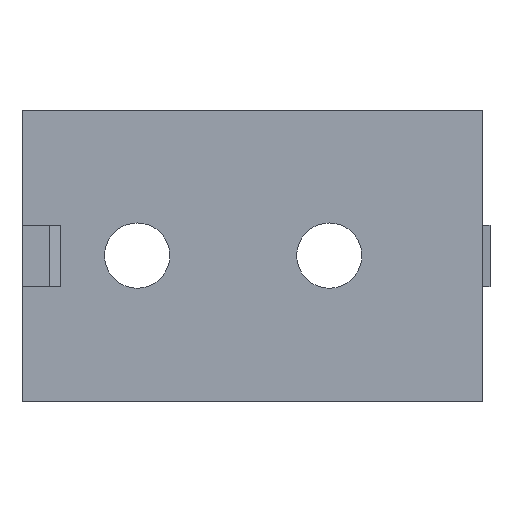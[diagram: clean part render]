
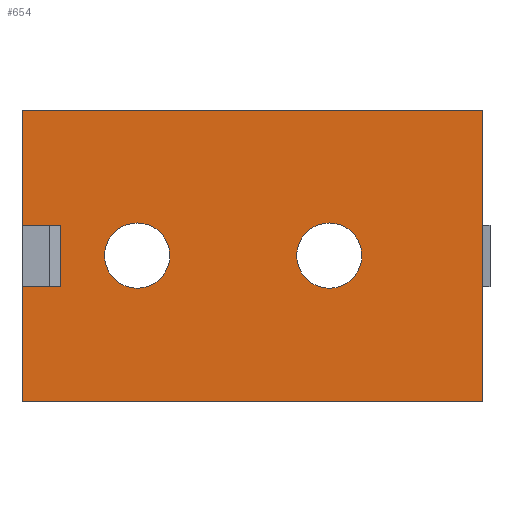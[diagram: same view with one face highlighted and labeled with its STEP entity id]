
A CAD part, left-side view. The second image highlights one B-rep face of the part: STEP entity #654.
In plain terms, the highlighted planar face has unit normal (-1, 0, 0).
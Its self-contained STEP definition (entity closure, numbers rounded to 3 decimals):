
#384=CARTESIAN_POINT('',(0.0,60.,4.));
#385=VERTEX_POINT('',#384);
#392=CARTESIAN_POINT('',(0.0,60.,19.));
#393=VERTEX_POINT('',#392);
#394=CARTESIAN_POINT('',(0.0,60.,19.));
#395=DIRECTION('',(0.0,0.0,-1.0));
#396=VECTOR('',#395,15.0);
#397=LINE('',#394,#396);
#398=EDGE_CURVE('',#393,#385,#397,.T.);
#407=CARTESIAN_POINT('',(0.0,60.,-19.));
#408=VERTEX_POINT('',#407);
#415=CARTESIAN_POINT('',(0.0,60.,-4.));
#416=VERTEX_POINT('',#415);
#417=CARTESIAN_POINT('',(0.0,60.,-19.));
#418=DIRECTION('',(0.0,0.0,1.0));
#419=VECTOR('',#418,15.);
#420=LINE('',#417,#419);
#421=EDGE_CURVE('',#408,#416,#420,.T.);
#476=CARTESIAN_POINT('',(0.0,55.,4.));
#477=VERTEX_POINT('',#476);
#485=CARTESIAN_POINT('',(0.0,55.,-4.));
#486=VERTEX_POINT('',#485);
#493=CARTESIAN_POINT('',(0.0,55.,-4.));
#494=DIRECTION('',(0.0,0.0,1.0));
#495=VECTOR('',#494,8.);
#496=LINE('',#493,#495);
#497=EDGE_CURVE('',#486,#477,#496,.T.);
#508=CARTESIAN_POINT('',(0.0,0.0,-19.));
#509=VERTEX_POINT('',#508);
#516=CARTESIAN_POINT('',(0.0,0.0,-19.));
#517=DIRECTION('',(0.0,1.0,0.0));
#518=VECTOR('',#517,60.);
#519=LINE('',#516,#518);
#520=EDGE_CURVE('',#509,#408,#519,.T.);
#542=CARTESIAN_POINT('',(0.0,0.0,19.));
#543=VERTEX_POINT('',#542);
#544=CARTESIAN_POINT('',(0.0,0.0,19.));
#545=DIRECTION('',(0.0,1.0,0.0));
#546=VECTOR('',#545,60.);
#547=LINE('',#544,#546);
#548=EDGE_CURVE('',#543,#393,#547,.T.);
#565=CARTESIAN_POINT('',(0.0,60.,4.));
#566=DIRECTION('',(0.0,-1.0,0.0));
#567=VECTOR('',#566,5.);
#568=LINE('',#565,#567);
#569=EDGE_CURVE('',#385,#477,#568,.T.);
#585=CARTESIAN_POINT('',(0.0,55.,-4.));
#586=DIRECTION('',(0.0,1.0,0.0));
#587=VECTOR('',#586,5.);
#588=LINE('',#585,#587);
#589=EDGE_CURVE('',#486,#416,#588,.T.);
#594=CARTESIAN_POINT('',(0.0,60.003,-19.003));
#595=DIRECTION('',(-1.0,0.0,0.0));
#596=DIRECTION('',(0.0,-1.0,0.0));
#597=AXIS2_PLACEMENT_3D('',#594,#595,#596);
#598=PLANE('',#597);
#599=ORIENTED_EDGE('',*,*,#398,.T.);
#600=ORIENTED_EDGE('',*,*,#569,.T.);
#601=ORIENTED_EDGE('',*,*,#497,.F.);
#602=ORIENTED_EDGE('',*,*,#589,.T.);
#603=ORIENTED_EDGE('',*,*,#421,.F.);
#604=ORIENTED_EDGE('',*,*,#520,.F.);
#605=CARTESIAN_POINT('',(0.0,0.0,-19.));
#606=DIRECTION('',(0.0,0.0,1.0));
#607=VECTOR('',#606,38.);
#608=LINE('',#605,#607);
#609=EDGE_CURVE('',#509,#543,#608,.T.);
#610=ORIENTED_EDGE('',*,*,#609,.T.);
#611=ORIENTED_EDGE('',*,*,#548,.T.);
#612=EDGE_LOOP('',(#599,#600,#601,#602,#603,#604,#610,#611));
#613=FACE_OUTER_BOUND('',#612,.T.);
#614=CARTESIAN_POINT('',(0.0,49.25,0.056));
#615=VERTEX_POINT('',#614);
#616=CARTESIAN_POINT('',(0.0,40.75,0.056));
#617=VERTEX_POINT('',#616);
#618=CARTESIAN_POINT('',(0.0,45.,0.056));
#619=DIRECTION('',(-1.0,0.0,0.0));
#620=DIRECTION('',(0.0,-1.0,0.0));
#621=AXIS2_PLACEMENT_3D('',#618,#619,#620);
#622=CIRCLE('',#621,4.25);
#623=EDGE_CURVE('',#615,#617,#622,.T.);
#624=ORIENTED_EDGE('',*,*,#623,.F.);
#625=CARTESIAN_POINT('',(0.0,45.,0.056));
#626=DIRECTION('',(-1.0,0.0,0.0));
#627=DIRECTION('',(0.0,-1.0,0.0));
#628=AXIS2_PLACEMENT_3D('',#625,#626,#627);
#629=CIRCLE('',#628,4.25);
#630=EDGE_CURVE('',#617,#615,#629,.T.);
#631=ORIENTED_EDGE('',*,*,#630,.F.);
#632=EDGE_LOOP('',(#624,#631));
#633=FACE_BOUND('',#632,.T.);
#634=CARTESIAN_POINT('',(0.0,24.25,0.056));
#635=VERTEX_POINT('',#634);
#636=CARTESIAN_POINT('',(0.0,15.75,0.056));
#637=VERTEX_POINT('',#636);
#638=CARTESIAN_POINT('',(0.0,20.,0.056));
#639=DIRECTION('',(-1.0,0.0,0.0));
#640=DIRECTION('',(0.0,-1.0,0.0));
#641=AXIS2_PLACEMENT_3D('',#638,#639,#640);
#642=CIRCLE('',#641,4.25);
#643=EDGE_CURVE('',#635,#637,#642,.T.);
#644=ORIENTED_EDGE('',*,*,#643,.F.);
#645=CARTESIAN_POINT('',(0.0,20.,0.056));
#646=DIRECTION('',(-1.0,0.0,0.0));
#647=DIRECTION('',(0.0,-1.0,0.0));
#648=AXIS2_PLACEMENT_3D('',#645,#646,#647);
#649=CIRCLE('',#648,4.25);
#650=EDGE_CURVE('',#637,#635,#649,.T.);
#651=ORIENTED_EDGE('',*,*,#650,.F.);
#652=EDGE_LOOP('',(#644,#651));
#653=FACE_BOUND('',#652,.T.);
#654=ADVANCED_FACE('',(#613,#633,#653),#598,.T.);
